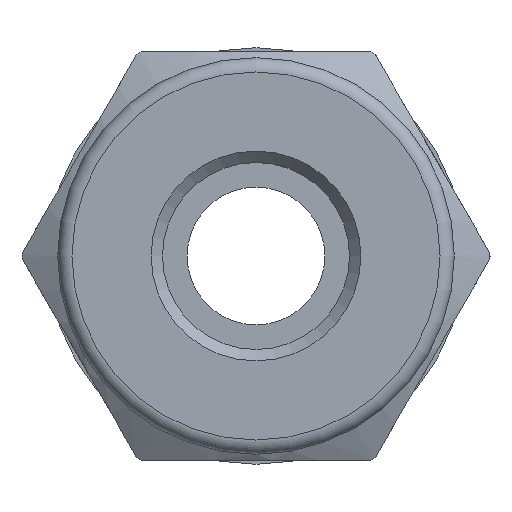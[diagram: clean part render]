
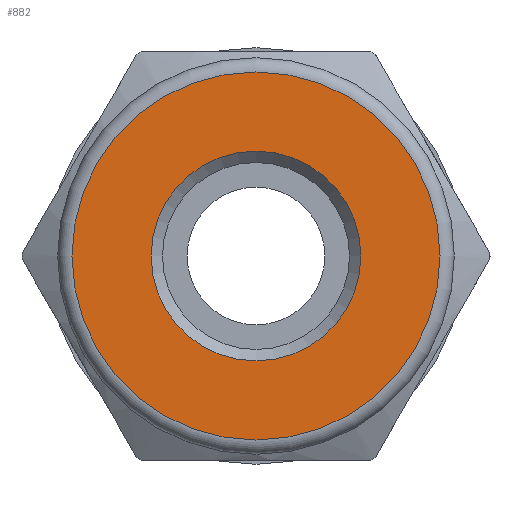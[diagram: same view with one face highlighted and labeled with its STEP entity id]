
A CAD part, left-side view. The second image highlights one B-rep face of the part: STEP entity #882.
In plain terms, the highlighted planar face has unit normal (-1, 0, 0).
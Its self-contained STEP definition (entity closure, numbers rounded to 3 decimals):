
#19=FACE_BOUND('',#209,.T.);
#70=CIRCLE('',#991,3.675);
#71=CIRCLE('',#993,6.45);
#146=FACE_OUTER_BOUND('',#208,.T.);
#208=EDGE_LOOP('',(#683));
#209=EDGE_LOOP('',(#684));
#403=VERTEX_POINT('',#1487);
#404=VERTEX_POINT('',#1491);
#506=EDGE_CURVE('',#403,#403,#70,.T.);
#507=EDGE_CURVE('',#404,#404,#71,.T.);
#683=ORIENTED_EDGE('',*,*,#507,.F.);
#684=ORIENTED_EDGE('',*,*,#506,.T.);
#845=PLANE('',#992);
#882=ADVANCED_FACE('',(#146,#19),#845,.T.);
#991=AXIS2_PLACEMENT_3D('',#1489,#1189,#1190);
#992=AXIS2_PLACEMENT_3D('',#1490,#1191,#1192);
#993=AXIS2_PLACEMENT_3D('',#1492,#1193,#1194);
#1189=DIRECTION('center_axis',(1.,0.,0.));
#1190=DIRECTION('ref_axis',(0.,0.,-1.));
#1191=DIRECTION('center_axis',(-1.,0.,0.));
#1192=DIRECTION('ref_axis',(0.,0.,1.));
#1193=DIRECTION('center_axis',(1.,0.,0.));
#1194=DIRECTION('ref_axis',(0.,0.,-1.));
#1487=CARTESIAN_POINT('',(0.1,-3.675,0.));
#1489=CARTESIAN_POINT('Origin',(0.1,0.,
0.));
#1490=CARTESIAN_POINT('Origin',(0.1,6.45,0.));
#1491=CARTESIAN_POINT('',(0.1,0.,6.45));
#1492=CARTESIAN_POINT('Origin',(0.1,0.,
0.));
